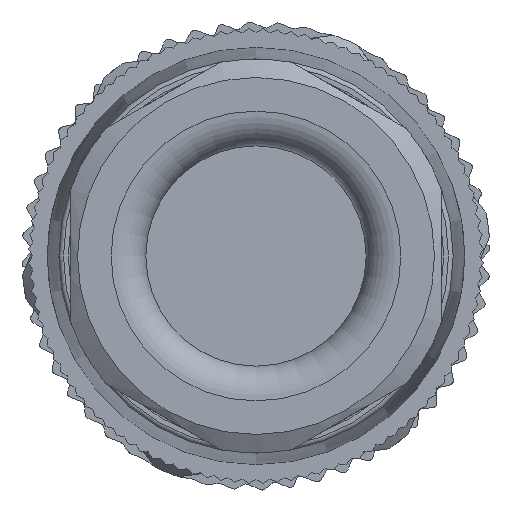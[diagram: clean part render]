
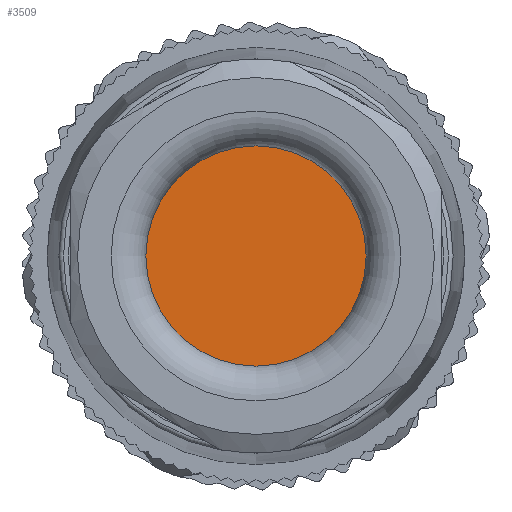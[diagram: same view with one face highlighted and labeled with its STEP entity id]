
A CAD part, left-side view. The second image highlights one B-rep face of the part: STEP entity #3509.
In plain terms, the highlighted planar face has unit normal (-1, 0, 0).
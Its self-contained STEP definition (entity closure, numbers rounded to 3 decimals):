
#569=PLANE('',#12263);
#959=FACE_OUTER_BOUND('',#4486,.T.);
#3509=ADVANCED_FACE('',(#959),#569,.T.);
#4486=EDGE_LOOP('',(#5239));
#5239=ORIENTED_EDGE('',*,*,#10046,.T.);
#8815=VERTEX_POINT('',#16493);
#10046=EDGE_CURVE('',#8815,#8815,#11836,.T.);
#11836=CIRCLE('',#12261,4.75);
#12261=AXIS2_PLACEMENT_3D('',#16492,#13375,#13376);
#12263=AXIS2_PLACEMENT_3D('',#16495,#13379,#13380);
#13375=DIRECTION('',(-1.,0.,0.));
#13376=DIRECTION('',(0.,0.866,0.5));
#13379=DIRECTION('',(-1.,0.,0.));
#13380=DIRECTION('',(0.,0.,1.));
#16492=CARTESIAN_POINT('',(-32.6,0.,0.));
#16493=CARTESIAN_POINT('',(-32.6,4.114,2.375));
#16495=CARTESIAN_POINT('',(-32.6,0.,0.));
